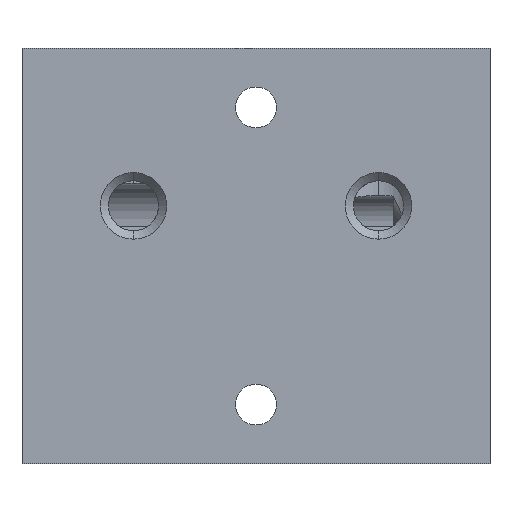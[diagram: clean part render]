
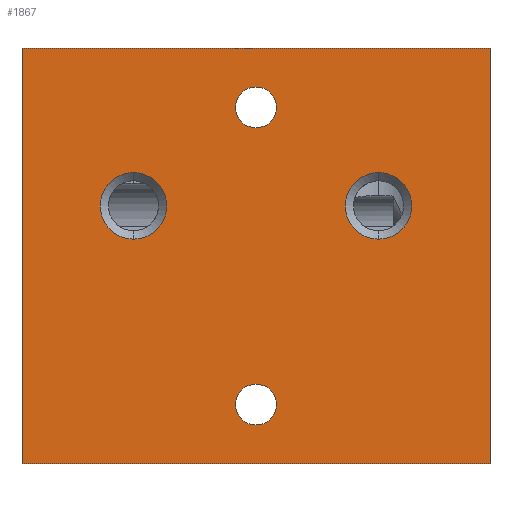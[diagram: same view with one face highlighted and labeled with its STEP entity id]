
A CAD part, left-side view. The second image highlights one B-rep face of the part: STEP entity #1867.
In plain terms, the highlighted planar face has unit normal (-1, 0, 0).
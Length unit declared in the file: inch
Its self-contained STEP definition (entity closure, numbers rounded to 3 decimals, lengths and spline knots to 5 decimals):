
#1=DIRECTION('',(0.,-1.,0.));
#2=VECTOR('',#1,3.938);
#3=CARTESIAN_POINT('',(0.,0.,0.));
#4=LINE('',#3,#2);
#37=DIRECTION('',(0.,0.,1.));
#38=VECTOR('',#37,3.5);
#39=CARTESIAN_POINT('',(0.,0.,0.));
#40=LINE('',#39,#38);
#41=CARTESIAN_POINT('',(0.,-0.938,2.172));
#42=DIRECTION('',(1.,0.,0.));
#43=DIRECTION('',(0.,0.,-1.));
#44=AXIS2_PLACEMENT_3D('',#41,#42,#43);
#46=CARTESIAN_POINT('',(0.,-0.938,2.172));
#47=DIRECTION('',(1.,0.,0.));
#48=DIRECTION('',(0.,0.,1.));
#49=AXIS2_PLACEMENT_3D('',#46,#47,#48);
#51=CARTESIAN_POINT('',(0.,-3.,2.172));
#52=DIRECTION('',(1.,0.,0.));
#53=DIRECTION('',(0.,0.,-1.));
#54=AXIS2_PLACEMENT_3D('',#51,#52,#53);
#56=CARTESIAN_POINT('',(0.,-3.,2.172));
#57=DIRECTION('',(1.,0.,0.));
#58=DIRECTION('',(0.,0.,1.));
#59=AXIS2_PLACEMENT_3D('',#56,#57,#58);
#61=CARTESIAN_POINT('',(0.,-1.969,3.));
#62=DIRECTION('',(1.,0.,0.));
#63=DIRECTION('',(0.,0.,-1.));
#64=AXIS2_PLACEMENT_3D('',#61,#62,#63);
#66=CARTESIAN_POINT('',(0.,-1.969,3.));
#67=DIRECTION('',(1.,0.,0.));
#68=DIRECTION('',(0.,0.,1.));
#69=AXIS2_PLACEMENT_3D('',#66,#67,#68);
#71=CARTESIAN_POINT('',(0.,-1.969,0.5));
#72=DIRECTION('',(1.,0.,0.));
#73=DIRECTION('',(0.,0.,-1.));
#74=AXIS2_PLACEMENT_3D('',#71,#72,#73);
#76=CARTESIAN_POINT('',(0.,-1.969,0.5));
#77=DIRECTION('',(1.,0.,0.));
#78=DIRECTION('',(0.,0.,1.));
#79=AXIS2_PLACEMENT_3D('',#76,#77,#78);
#119=DIRECTION('',(0.,0.,1.));
#120=VECTOR('',#119,3.5);
#121=CARTESIAN_POINT('',(0.,-3.938,0.));
#122=LINE('',#121,#120);
#133=DIRECTION('',(0.,-1.,0.));
#134=VECTOR('',#133,3.938);
#135=CARTESIAN_POINT('',(0.,0.,3.5));
#136=LINE('',#135,#134);
#1582=CARTESIAN_POINT('',(0.,0.,0.));
#1583=CARTESIAN_POINT('',(0.,-3.938,0.));
#1584=VERTEX_POINT('',#1582);
#1585=VERTEX_POINT('',#1583);
#1590=CARTESIAN_POINT('',(0.,0.,3.5));
#1591=CARTESIAN_POINT('',(0.,-3.938,3.5));
#1592=VERTEX_POINT('',#1590);
#1593=VERTEX_POINT('',#1591);
#1679=CARTESIAN_POINT('',(0.,-0.938,1.892));
#1680=CARTESIAN_POINT('',(0.,-0.938,2.452));
#1681=VERTEX_POINT('',#1679);
#1682=VERTEX_POINT('',#1680);
#1689=CARTESIAN_POINT('',(0.,-3.,1.892));
#1690=CARTESIAN_POINT('',(0.,-3.,2.452));
#1691=VERTEX_POINT('',#1689);
#1692=VERTEX_POINT('',#1690);
#1695=CARTESIAN_POINT('',(0.,-1.969,2.828));
#1696=CARTESIAN_POINT('',(0.,-1.969,3.172));
#1697=VERTEX_POINT('',#1695);
#1698=VERTEX_POINT('',#1696);
#1703=CARTESIAN_POINT('',(0.,-1.969,0.328));
#1704=CARTESIAN_POINT('',(0.,-1.969,0.672));
#1705=VERTEX_POINT('',#1703);
#1706=VERTEX_POINT('',#1704);
#1829=CARTESIAN_POINT('',(0.,0.,0.));
#1830=DIRECTION('',(-1.,0.,0.));
#1831=DIRECTION('',(0.,-1.,0.));
#1832=AXIS2_PLACEMENT_3D('',#1829,#1830,#1831);
#1833=PLANE('',#1832);
#1834=ORIENTED_EDGE('',*,*,#1806,.F.);
#1836=ORIENTED_EDGE('',*,*,#1835,.T.);
#1838=ORIENTED_EDGE('',*,*,#1837,.T.);
#1840=ORIENTED_EDGE('',*,*,#1839,.F.);
#1841=EDGE_LOOP('',(#1834,#1836,#1838,#1840));
#1842=FACE_OUTER_BOUND('',#1841,.F.);
#1844=ORIENTED_EDGE('',*,*,#1843,.F.);
#1846=ORIENTED_EDGE('',*,*,#1845,.F.);
#1847=EDGE_LOOP('',(#1844,#1846));
#1848=FACE_BOUND('',#1847,.F.);
#1850=ORIENTED_EDGE('',*,*,#1849,.F.);
#1852=ORIENTED_EDGE('',*,*,#1851,.F.);
#1853=EDGE_LOOP('',(#1850,#1852));
#1854=FACE_BOUND('',#1853,.F.);
#1856=ORIENTED_EDGE('',*,*,#1855,.F.);
#1858=ORIENTED_EDGE('',*,*,#1857,.F.);
#1859=EDGE_LOOP('',(#1856,#1858));
#1860=FACE_BOUND('',#1859,.F.);
#1862=ORIENTED_EDGE('',*,*,#1861,.F.);
#1864=ORIENTED_EDGE('',*,*,#1863,.F.);
#1865=EDGE_LOOP('',(#1862,#1864));
#1866=FACE_BOUND('',#1865,.F.);
#1867=ADVANCED_FACE('',(#1842,#1848,#1854,#1860,#1866),#1833,.T.);
#45=CIRCLE('',#44,0.28);
#50=CIRCLE('',#49,0.28);
#55=CIRCLE('',#54,0.28);
#60=CIRCLE('',#59,0.28);
#65=CIRCLE('',#64,0.172);
#70=CIRCLE('',#69,0.172);
#75=CIRCLE('',#74,0.172);
#80=CIRCLE('',#79,0.172);
#1806=EDGE_CURVE('',#1584,#1585,#4,.T.);
#1835=EDGE_CURVE('',#1584,#1592,#40,.T.);
#1837=EDGE_CURVE('',#1592,#1593,#136,.T.);
#1839=EDGE_CURVE('',#1585,#1593,#122,.T.);
#1843=EDGE_CURVE('',#1681,#1682,#45,.T.);
#1845=EDGE_CURVE('',#1682,#1681,#50,.T.);
#1849=EDGE_CURVE('',#1691,#1692,#55,.T.);
#1851=EDGE_CURVE('',#1692,#1691,#60,.T.);
#1855=EDGE_CURVE('',#1697,#1698,#65,.T.);
#1857=EDGE_CURVE('',#1698,#1697,#70,.T.);
#1861=EDGE_CURVE('',#1705,#1706,#75,.T.);
#1863=EDGE_CURVE('',#1706,#1705,#80,.T.);
